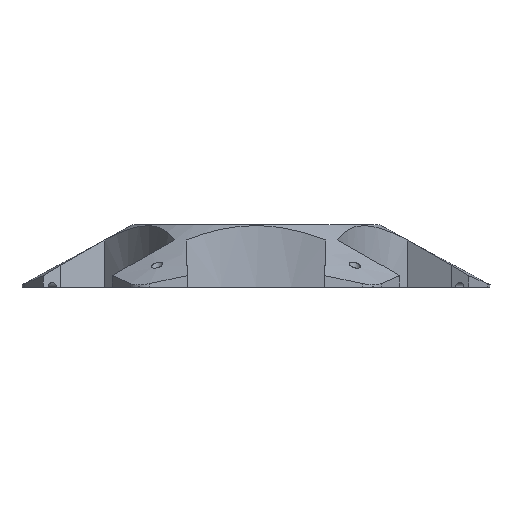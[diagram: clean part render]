
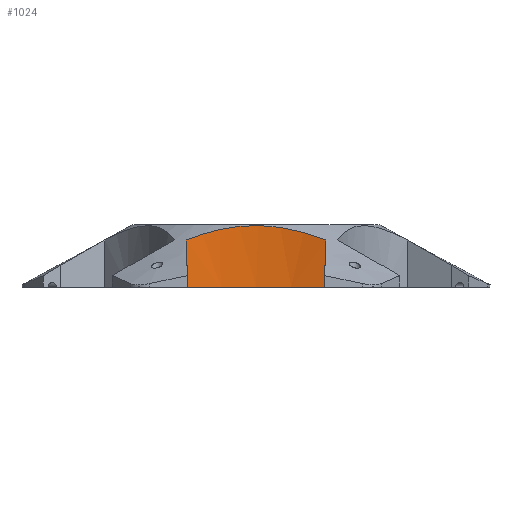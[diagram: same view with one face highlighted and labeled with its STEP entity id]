
A CAD part, front view. The second image highlights one B-rep face of the part: STEP entity #1024.
In plain terms, the highlighted cylindrical face has radius 65 mm (diameter 130 mm), a partial arc.
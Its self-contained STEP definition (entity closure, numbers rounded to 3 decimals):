
#51 = VERTEX_POINT ( 'NONE', #2344 ) ;
#304 = DIRECTION ( 'NONE',  ( -1., 0., 0. ) ) ;
#307 = ORIENTED_EDGE ( 'NONE', *, *, #3910, .F. ) ;
#352 = CIRCLE ( 'NONE', #2408, 65. ) ;
#366 = EDGE_CURVE ( 'NONE', #4829, #2805, #352, .T. ) ;
#582 = DIRECTION ( 'NONE',  ( 0., 0., -1. ) ) ;
#667 = LINE ( 'NONE', #4455, #1522 ) ;
#917 = VERTEX_POINT ( 'NONE', #1043 ) ;
#1015 = ORIENTED_EDGE ( 'NONE', *, *, #366, .F. ) ;
#1024 = ADVANCED_FACE ( 'NONE', ( #3499 ), #4395, .F. ) ;
#1043 = CARTESIAN_POINT ( 'NONE',  ( -17.323, -33.231, 11.711 ) ) ;
#1068 = DIRECTION ( 'NONE',  ( 0., 0., -1. ) ) ;
#1075 = CARTESIAN_POINT ( 'NONE',  ( -9.563, -31.584, 14.146 ) ) ;
#1105 = CARTESIAN_POINT ( 'NONE',  ( -5.94, -31.086, 14.938 ) ) ;
#1130 = CARTESIAN_POINT ( 'NONE',  ( 0.761, -30.881, 15.293 ) ) ;
#1482 = CARTESIAN_POINT ( 'NONE',  ( 7.479, -31.296, 14.604 ) ) ;
#1522 = VECTOR ( 'NONE', #1068, 1000. ) ;
#1528 = CARTESIAN_POINT ( 'NONE',  ( 0., -95.88, 0. ) ) ;
#1545 = CARTESIAN_POINT ( 'NONE',  ( -2.994, -30.88, 15.294 ) ) ;
#2004 = DIRECTION ( 'NONE',  ( 0., 0., -1. ) ) ;
#2081 = AXIS2_PLACEMENT_3D ( 'NONE', #3090, #582, #3065 ) ;
#2330 = CARTESIAN_POINT ( 'NONE',  ( -15.955, -32.853, 12.237 ) ) ;
#2344 = CARTESIAN_POINT ( 'NONE',  ( 17.323, -33.231, 11.711 ) ) ;
#2361 = CARTESIAN_POINT ( 'NONE',  ( -14.565, -32.517, 12.725 ) ) ;
#2408 = AXIS2_PLACEMENT_3D ( 'NONE', #1528, #4926, #304 ) ;
#2737 = CARTESIAN_POINT ( 'NONE',  ( 14.594, -32.477, 12.76 ) ) ;
#2805 = VERTEX_POINT ( 'NONE', #3653 ) ;
#2820 = B_SPLINE_CURVE_WITH_KNOTS ( 'NONE', 3,
 ( #3178, #2737, #3650, #1482, #3678, #4426, #5354, #4462, #1130, #1545, #1105, #1075, #5382, #3238, #4885, #2361, #2330, #4939 ),
 .UNSPECIFIED., .F., .F.,
 ( 4, 2, 2, 2, 2, 2, 2, 2, 4 ),
 ( 0., 0.009, 0.013, 0.016, 0.018, 0.027, 0.029, 0.031, 0.036 ),
 .UNSPECIFIED. ) ;
#2896 = EDGE_LOOP ( 'NONE', ( #3968, #4050, #1015, #307 ) ) ;
#3065 = DIRECTION ( 'NONE',  ( -1., 0., 0. ) ) ;
#3090 = CARTESIAN_POINT ( 'NONE',  ( 0., -95.88, 15.501 ) ) ;
#3178 = CARTESIAN_POINT ( 'NONE',  ( 17.323, -33.231, 11.711 ) ) ;
#3238 = CARTESIAN_POINT ( 'NONE',  ( -11.723, -31.942, 13.588 ) ) ;
#3499 = FACE_OUTER_BOUND ( 'NONE', #2896, .T. ) ;
#3626 = LINE ( 'NONE', #4109, #4981 ) ;
#3650 = CARTESIAN_POINT ( 'NONE',  ( 11.801, -31.894, 13.652 ) ) ;
#3653 = CARTESIAN_POINT ( 'NONE',  ( -17.323, -33.231, 0. ) ) ;
#3678 = CARTESIAN_POINT ( 'NONE',  ( 6.017, -31.142, 14.857 ) ) ;
#3910 = EDGE_CURVE ( 'NONE', #51, #4829, #3626, .T. ) ;
#3968 = ORIENTED_EDGE ( 'NONE', *, *, #4228, .T. ) ;
#4050 = ORIENTED_EDGE ( 'NONE', *, *, #5128, .T. ) ;
#4109 = CARTESIAN_POINT ( 'NONE',  ( 17.323, -33.231, 15.501 ) ) ;
#4228 = EDGE_CURVE ( 'NONE', #51, #917, #2820, .T. ) ;
#4395 = CYLINDRICAL_SURFACE ( 'NONE', #2081, 65. ) ;
#4426 = CARTESIAN_POINT ( 'NONE',  ( 3.783, -30.986, 15.116 ) ) ;
#4455 = CARTESIAN_POINT ( 'NONE',  ( -17.323, -33.231, 15.501 ) ) ;
#4462 = CARTESIAN_POINT ( 'NONE',  ( 1.516, -30.894, 15.271 ) ) ;
#4829 = VERTEX_POINT ( 'NONE', #4886 ) ;
#4885 = CARTESIAN_POINT ( 'NONE',  ( -12.44, -32.078, 13.382 ) ) ;
#4886 = CARTESIAN_POINT ( 'NONE',  ( 17.323, -33.231, 0. ) ) ;
#4926 = DIRECTION ( 'NONE',  ( 0., 0., 1. ) ) ;
#4939 = CARTESIAN_POINT ( 'NONE',  ( -17.323, -33.231, 11.711 ) ) ;
#4981 = VECTOR ( 'NONE', #2004, 1000. ) ;
#5128 = EDGE_CURVE ( 'NONE', #917, #2805, #667, .T. ) ;
#5354 = CARTESIAN_POINT ( 'NONE',  ( 3.032, -30.947, 15.182 ) ) ;
#5382 = CARTESIAN_POINT ( 'NONE',  ( -10.285, -31.695, 13.971 ) ) ;
